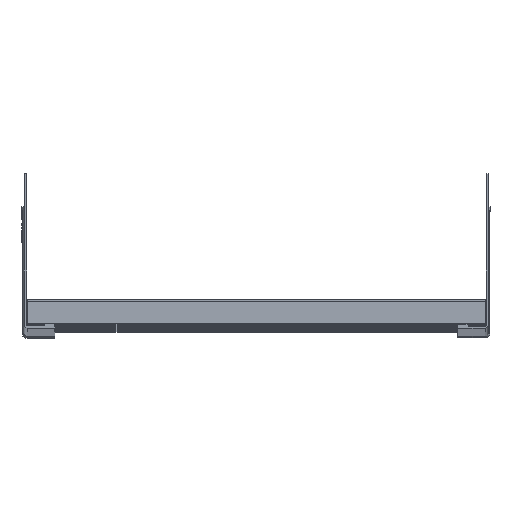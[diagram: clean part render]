
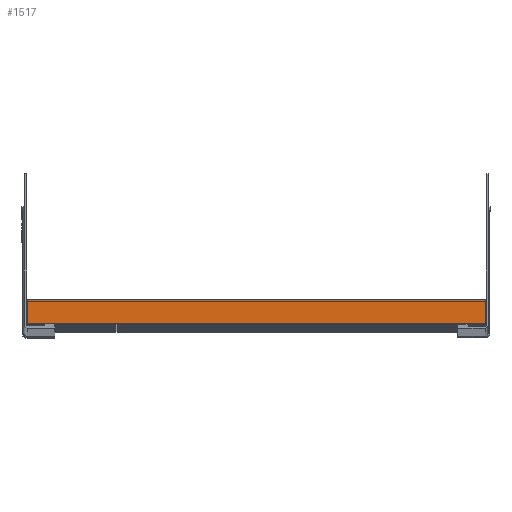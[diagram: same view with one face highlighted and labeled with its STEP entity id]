
A CAD part, top view. The second image highlights one B-rep face of the part: STEP entity #1517.
In plain terms, the highlighted planar face has unit normal (0, 0, 1).
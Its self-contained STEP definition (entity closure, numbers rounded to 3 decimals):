
#469 = VECTOR ( 'NONE', #11294, 1000. ) ;
#1517 = ADVANCED_FACE ( 'NONE', ( #8837 ), #1637, .T. ) ;
#1630 = CARTESIAN_POINT ( 'NONE',  ( 1., -19.309, 1377.21 ) ) ;
#1637 = PLANE ( 'NONE',  #9352 ) ;
#1639 = DIRECTION ( 'NONE',  ( 0., 0., 1. ) ) ;
#1640 = DIRECTION ( 'NONE',  ( 0., -1., 0. ) ) ;
#3993 = VECTOR ( 'NONE', #11296, 1000. ) ;
#3994 = LINE ( 'NONE', #11299, #3998 ) ;
#3995 = LINE ( 'NONE', #11297, #3996 ) ;
#3996 = VECTOR ( 'NONE', #11298, 1000. ) ;
#3998 = VECTOR ( 'NONE', #11300, 1000. ) ;
#4232 = LINE ( 'NONE', #4944, #4243 ) ;
#4242 = LINE ( 'NONE', #4974, #4245 ) ;
#4243 = VECTOR ( 'NONE', #4971, 1000. ) ;
#4245 = VECTOR ( 'NONE', #4978, 1000. ) ;
#4890 = EDGE_LOOP ( 'NONE', ( #5362, #5364, #5366, #5368, #5370, #5372, #5374, #5375, #5377, #5378 ) ) ;
#4944 = CARTESIAN_POINT ( 'NONE',  ( 1., -19.309, 1377.21 ) ) ;
#4971 = DIRECTION ( 'NONE',  ( -1., 0., 0. ) ) ;
#4974 = CARTESIAN_POINT ( 'NONE',  ( 1., -19.309, 1377.21 ) ) ;
#4978 = DIRECTION ( 'NONE',  ( -1., 0., 0. ) ) ;
#5362 = ORIENTED_EDGE ( 'NONE', *, *, #8335, .F. ) ;
#5364 = ORIENTED_EDGE ( 'NONE', *, *, #8336, .T. ) ;
#5366 = ORIENTED_EDGE ( 'NONE', *, *, #8337, .T. ) ;
#5368 = ORIENTED_EDGE ( 'NONE', *, *, #8338, .T. ) ;
#5370 = ORIENTED_EDGE ( 'NONE', *, *, #8467, .F. ) ;
#5372 = ORIENTED_EDGE ( 'NONE', *, *, #6763, .F. ) ;
#5374 = ORIENTED_EDGE ( 'NONE', *, *, #8468, .F. ) ;
#5375 = ORIENTED_EDGE ( 'NONE', *, *, #8339, .T. ) ;
#5377 = ORIENTED_EDGE ( 'NONE', *, *, #8340, .T. ) ;
#5378 = ORIENTED_EDGE ( 'NONE', *, *, #8341, .F. ) ;
#5949 = CARTESIAN_POINT ( 'NONE',  ( -10.5, -19.309, 1377.21 ) ) ;
#5952 = CARTESIAN_POINT ( 'NONE',  ( -17.3, -19.309, 1377.21 ) ) ;
#6057 = CARTESIAN_POINT ( 'NONE',  ( -278., -19.309, 1377.21 ) ) ;
#6058 = CARTESIAN_POINT ( 'NONE',  ( 1., -19.309, 1377.21 ) ) ;
#6763 = EDGE_CURVE ( 'NONE', #10005, #10008, #7237, .T. ) ;
#6959 = VERTEX_POINT ( 'NONE', #7841 ) ;
#6964 = VERTEX_POINT ( 'NONE', #7846 ) ;
#6967 = VERTEX_POINT ( 'NONE', #7849 ) ;
#6968 = VERTEX_POINT ( 'NONE', #7850 ) ;
#6969 = VERTEX_POINT ( 'NONE', #7851 ) ;
#6970 = VERTEX_POINT ( 'NONE', #7852 ) ;
#7237 = LINE ( 'NONE', #10835, #7240 ) ;
#7240 = VECTOR ( 'NONE', #10836, 1000. ) ;
#7775 = LINE ( 'NONE', #11270, #7784 ) ;
#7779 = LINE ( 'NONE', #11287, #7782 ) ;
#7781 = LINE ( 'NONE', #11282, #7786 ) ;
#7782 = VECTOR ( 'NONE', #11289, 1000. ) ;
#7784 = VECTOR ( 'NONE', #11290, 1000. ) ;
#7785 = LINE ( 'NONE', #11293, #469 ) ;
#7786 = VECTOR ( 'NONE', #11292, 1000. ) ;
#7787 = LINE ( 'NONE', #11295, #3993 ) ;
#7841 = CARTESIAN_POINT ( 'NONE',  ( -284.8, -19.309, 1377.21 ) ) ;
#7846 = CARTESIAN_POINT ( 'NONE',  ( -296., -19.309, 1377.21 ) ) ;
#7849 = CARTESIAN_POINT ( 'NONE',  ( -284.8, -18.709, 1377.21 ) ) ;
#7850 = CARTESIAN_POINT ( 'NONE',  ( -278., -18.709, 1377.21 ) ) ;
#7851 = CARTESIAN_POINT ( 'NONE',  ( 1., -3.309, 1377.21 ) ) ;
#7852 = CARTESIAN_POINT ( 'NONE',  ( -296., -3.309, 1377.21 ) ) ;
#8335 = EDGE_CURVE ( 'NONE', #6959, #6964, #7779, .T. ) ;
#8336 = EDGE_CURVE ( 'NONE', #6959, #6967, #7775, .T. ) ;
#8337 = EDGE_CURVE ( 'NONE', #6967, #6968, #7781, .T. ) ;
#8338 = EDGE_CURVE ( 'NONE', #6968, #10113, #7785, .T. ) ;
#8339 = EDGE_CURVE ( 'NONE', #10114, #6969, #7787, .T. ) ;
#8340 = EDGE_CURVE ( 'NONE', #6969, #6970, #3995, .T. ) ;
#8341 = EDGE_CURVE ( 'NONE', #6964, #6970, #3994, .T. ) ;
#8467 = EDGE_CURVE ( 'NONE', #10008, #10113, #4232, .T. ) ;
#8468 = EDGE_CURVE ( 'NONE', #10114, #10005, #4242, .T. ) ;
#8837 = FACE_OUTER_BOUND ( 'NONE', #4890, .T. ) ;
#9352 = AXIS2_PLACEMENT_3D ( 'NONE', #1630, #1639, #1640 ) ;
#10005 = VERTEX_POINT ( 'NONE', #5949 ) ;
#10008 = VERTEX_POINT ( 'NONE', #5952 ) ;
#10113 = VERTEX_POINT ( 'NONE', #6057 ) ;
#10114 = VERTEX_POINT ( 'NONE', #6058 ) ;
#10835 = CARTESIAN_POINT ( 'NONE',  ( 1., -19.309, 1377.21 ) ) ;
#10836 = DIRECTION ( 'NONE',  ( -1., 0., 0. ) ) ;
#11270 = CARTESIAN_POINT ( 'NONE',  ( -284.8, -19.309, 1377.21 ) ) ;
#11282 = CARTESIAN_POINT ( 'NONE',  ( 1., -18.709, 1377.21 ) ) ;
#11287 = CARTESIAN_POINT ( 'NONE',  ( 1., -19.309, 1377.21 ) ) ;
#11289 = DIRECTION ( 'NONE',  ( -1., 0., 0. ) ) ;
#11290 = DIRECTION ( 'NONE',  ( 0., 1., 0. ) ) ;
#11292 = DIRECTION ( 'NONE',  ( 1., 0., 0. ) ) ;
#11293 = CARTESIAN_POINT ( 'NONE',  ( -278., -19.309, 1377.21 ) ) ;
#11294 = DIRECTION ( 'NONE',  ( 0., -1., 0. ) ) ;
#11295 = CARTESIAN_POINT ( 'NONE',  ( 1., -19.309, 1377.21 ) ) ;
#11296 = DIRECTION ( 'NONE',  ( 0., 1., 0. ) ) ;
#11297 = CARTESIAN_POINT ( 'NONE',  ( 1., -3.309, 1377.21 ) ) ;
#11298 = DIRECTION ( 'NONE',  ( -1., 0., 0. ) ) ;
#11299 = CARTESIAN_POINT ( 'NONE',  ( -296., -19.309, 1377.21 ) ) ;
#11300 = DIRECTION ( 'NONE',  ( 0., 1., 0. ) ) ;
